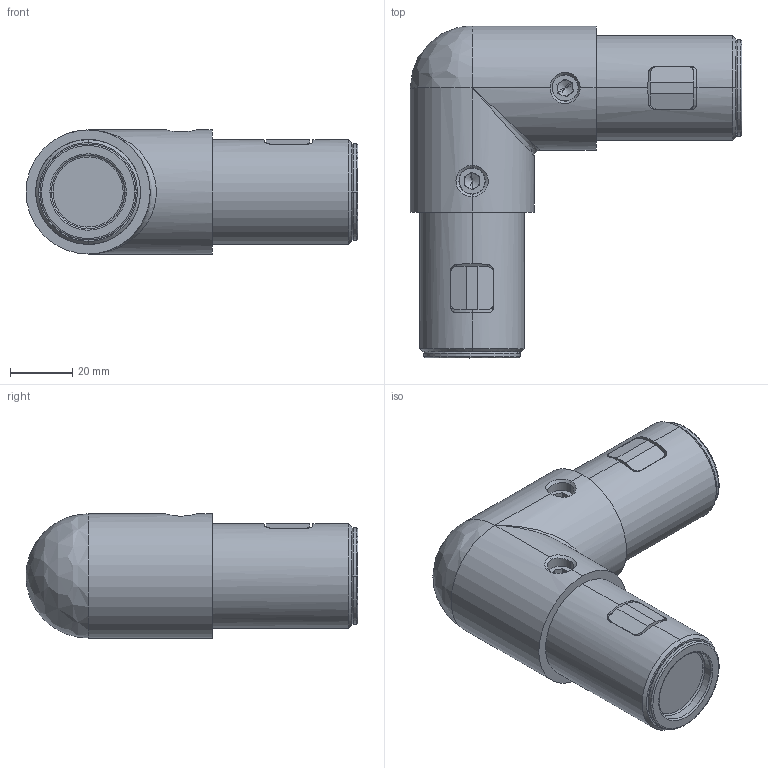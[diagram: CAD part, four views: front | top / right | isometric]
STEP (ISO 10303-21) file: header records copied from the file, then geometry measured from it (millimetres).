
FILE_DESCRIPTION (( 'STEP AP214' ), '1' );
FILE_NAME ('AL-SPS.JC40.L L-ñîåäèíèòåëü D40.STEP', '2026-02-09T13:37:45', ( '' ), ( '' ), 'SwSTEP 2.0', 'SolidWorks 2021', '' );
FILE_SCHEMA (( 'AUTOMOTIVE_DESIGN' ));
Length unit declared in the file: millimetre
Products named in the file (8): 粟銅; 賑輸; 諶裔; hex socket set screws with cone point gb_GB_FASTENER_SCREWS_HSCP M10X16-C; L倛諉芛; 賑裝粟銅蚾饜1; AL-SPS.JC40.L L-ñîåäèíèòåëü D40; 賑裝-1
Assembly tree (11 placements, depth 3):
  AL-SPS.JC40.L L-ñîåäèíèòåëü D40
    L倛諉芛
    賑裝粟銅蚾饜1  x2
      賑裝-1
      粟銅
    賑輸  x2
    諶裔  x2
    hex socket set screws with cone point gb_GB_FASTENER_SCREWS_HSCP M10X16-C  x2
Bounding box: 107 x 107 x 40 mm (x, y, z)
Volume: 159479.7 mm3; surface area: 45995.8 mm2
Topology: 11 solids, 11 shells, 266 faces, 639 edges, 388 vertices
Faces by surface type: plane 116, cylinder 74, cone 44, bspline 32
Entity records: 14030 total; most frequent: CARTESIAN_POINT 10057, ORIENTED_EDGE 810, DIRECTION 696, EDGE_CURVE 405, VERTEX_POINT 252, AXIS2_PLACEMENT_3D 249, VECTOR 198, LINE 198
